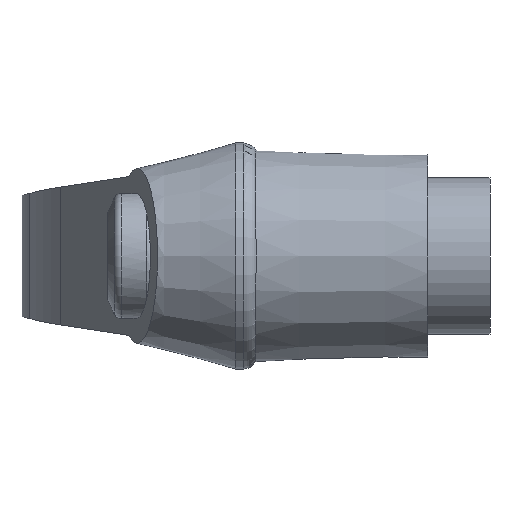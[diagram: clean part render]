
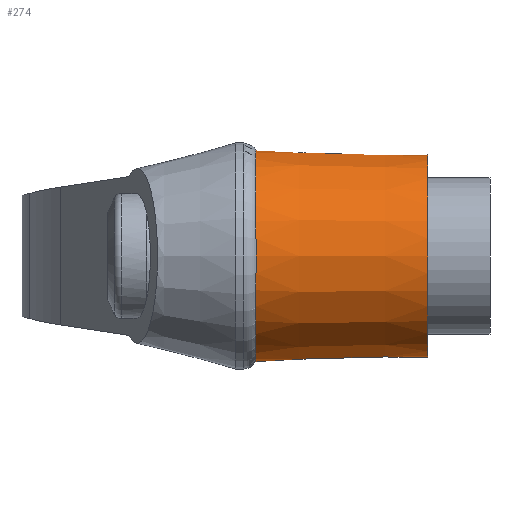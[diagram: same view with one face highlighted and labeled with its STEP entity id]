
A CAD part, left-side view. The second image highlights one B-rep face of the part: STEP entity #274.
In plain terms, the highlighted conical face has half-angle 1.5 degrees and reference radius 6.5 mm.
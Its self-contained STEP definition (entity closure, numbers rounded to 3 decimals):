
#274 = ADVANCED_FACE( '', ( #554, #555 ), #556, .T. );
#554 = FACE_OUTER_BOUND( '', #826, .T. );
#555 = FACE_BOUND( '', #827, .T. );
#556 = CONICAL_SURFACE( '', #828, 6.5, 0.026 );
#826 = EDGE_LOOP( '', ( #1589, #1590, #1591, #1592 ) );
#827 = EDGE_LOOP( '', ( #1593 ) );
#828 = AXIS2_PLACEMENT_3D( '', #1594, #1595, #1596 );
#1589 = ORIENTED_EDGE( '', *, *, #1871, .F. );
#1590 = ORIENTED_EDGE( '', *, *, #1780, .F. );
#1591 = ORIENTED_EDGE( '', *, *, #1838, .F. );
#1592 = ORIENTED_EDGE( '', *, *, #1799, .F. );
#1593 = ORIENTED_EDGE( '', *, *, #1886, .T. );
#1594 = CARTESIAN_POINT( '', ( 0., 4., 0. ) );
#1595 = DIRECTION( '', ( 0., 1., 0. ) );
#1596 = DIRECTION( '', ( -1., 0., 0. ) );
#1780 = EDGE_CURVE( '', #2192, #2021, #2194, .T. );
#1799 = EDGE_CURVE( '', #2218, #2220, #2221, .T. );
#1838 = EDGE_CURVE( '', #2220, #2192, #2278, .T. );
#1871 = EDGE_CURVE( '', #2021, #2218, #2314, .T. );
#1886 = EDGE_CURVE( '', #2329, #2329, #2330, .T. );
#2021 = VERTEX_POINT( '', #2540 );
#2192 = VERTEX_POINT( '', #2846 );
#2194 = CIRCLE( '', #2849, 6.788 );
#2218 = VERTEX_POINT( '', #2880 );
#2220 = VERTEX_POINT( '', #2883 );
#2221 = CIRCLE( '', #2884, 6.788 );
#2278 = CIRCLE( '', #2980, 6.788 );
#2314 = CIRCLE( '', #3026, 6.788 );
#2329 = VERTEX_POINT( '', #3046 );
#2330 = CIRCLE( '', #3047, 6.5 );
#2540 = CARTESIAN_POINT( '', ( 4.596, 15., -4.995 ) );
#2846 = CARTESIAN_POINT( '', ( 6.7, 15., -1.09 ) );
#2849 = AXIS2_PLACEMENT_3D( '', #3282, #3283, #3284 );
#2880 = CARTESIAN_POINT( '', ( 4.596, 15., 4.995 ) );
#2883 = CARTESIAN_POINT( '', ( 6.7, 15., 1.09 ) );
#2884 = AXIS2_PLACEMENT_3D( '', #3305, #3306, #3307 );
#2980 = AXIS2_PLACEMENT_3D( '', #3344, #3345, #3346 );
#3026 = AXIS2_PLACEMENT_3D( '', #3387, #3388, #3389 );
#3046 = CARTESIAN_POINT( '', ( -6.5, 4., 0. ) );
#3047 = AXIS2_PLACEMENT_3D( '', #3404, #3405, #3406 );
#3282 = CARTESIAN_POINT( '', ( 0., 15., 0. ) );
#3283 = DIRECTION( '', ( 0., 1., 0. ) );
#3284 = DIRECTION( '', ( -1., 0., 0. ) );
#3305 = CARTESIAN_POINT( '', ( 0., 15., 0. ) );
#3306 = DIRECTION( '', ( 0., 1., 0. ) );
#3307 = DIRECTION( '', ( -1., 0., 0. ) );
#3344 = CARTESIAN_POINT( '', ( 0., 15., 0. ) );
#3345 = DIRECTION( '', ( 0., 1., 0. ) );
#3346 = DIRECTION( '', ( -1., 0., 0. ) );
#3387 = CARTESIAN_POINT( '', ( 0., 15., 0. ) );
#3388 = DIRECTION( '', ( 0., 1., 0. ) );
#3389 = DIRECTION( '', ( -1., 0., 0. ) );
#3404 = CARTESIAN_POINT( '', ( 0., 4., 0. ) );
#3405 = DIRECTION( '', ( 0., 1., 0. ) );
#3406 = DIRECTION( '', ( -1., 0., 0. ) );
